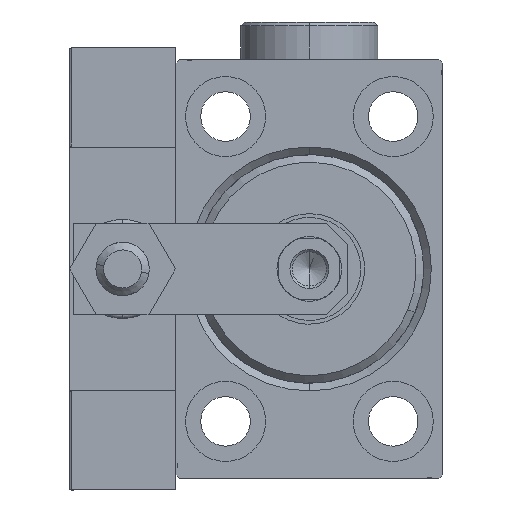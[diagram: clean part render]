
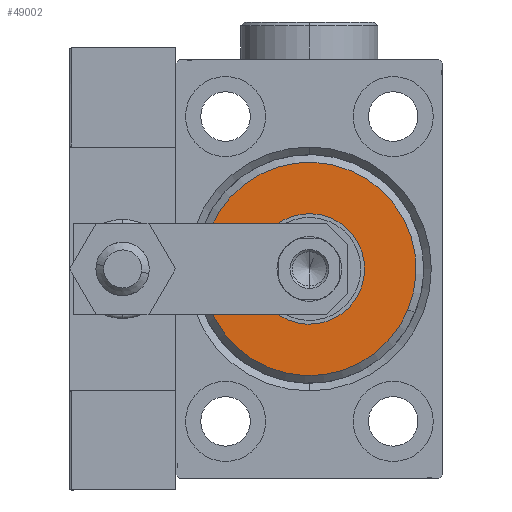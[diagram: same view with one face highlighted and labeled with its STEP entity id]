
A CAD part, left-side view. The second image highlights one B-rep face of the part: STEP entity #49002.
In plain terms, the highlighted face is planar.
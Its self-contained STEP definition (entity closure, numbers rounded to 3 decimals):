
#997 = CARTESIAN_POINT ( 'NONE',  ( 3., 0., 0. ) ) ;
#5427 = FACE_OUTER_BOUND ( 'NONE', #49022, .T. ) ;
#6128 = EDGE_CURVE ( 'NONE', #12415, #45343, #15074, .T. ) ;
#6959 = AXIS2_PLACEMENT_3D ( 'NONE', #11167, #27055, #19496 ) ;
#7048 = AXIS2_PLACEMENT_3D ( 'NONE', #40922, #17226, #33355 ) ;
#7054 = CARTESIAN_POINT ( 'NONE',  ( 3., 0., 0. ) ) ;
#10034 = CIRCLE ( 'NONE', #39172, 14. ) ;
#11167 = CARTESIAN_POINT ( 'NONE',  ( 3., 0., 0. ) ) ;
#12279 = EDGE_CURVE ( 'NONE', #33793, #29877, #51099, .T. ) ;
#12415 = VERTEX_POINT ( 'NONE', #21780 ) ;
#13402 = EDGE_LOOP ( 'NONE', ( #44258, #30278 ) ) ;
#13557 = ORIENTED_EDGE ( 'NONE', *, *, #46353, .T. ) ;
#15074 = CIRCLE ( 'NONE', #44173, 7.25 ) ;
#16554 = DIRECTION ( 'NONE',  ( 0., 0., -1. ) ) ;
#16910 = DIRECTION ( 'NONE',  ( 0., 0., -1. ) ) ;
#17226 = DIRECTION ( 'NONE',  ( 1., 0., 0. ) ) ;
#19496 = DIRECTION ( 'NONE',  ( 0., 0., -1. ) ) ;
#21780 = CARTESIAN_POINT ( 'NONE',  ( 3., 0., 7.25 ) ) ;
#24706 = FACE_BOUND ( 'NONE', #13402, .T. ) ;
#27055 = DIRECTION ( 'NONE',  ( 1., 0., 0. ) ) ;
#27393 = CARTESIAN_POINT ( 'NONE',  ( 3., 0., 14. ) ) ;
#27598 = DIRECTION ( 'NONE',  ( 1., 0., 0. ) ) ;
#28117 = PLANE ( 'NONE',  #45001 ) ;
#29877 = VERTEX_POINT ( 'NONE', #38056 ) ;
#30278 = ORIENTED_EDGE ( 'NONE', *, *, #6128, .F. ) ;
#31527 = EDGE_CURVE ( 'NONE', #45343, #12415, #36149, .T. ) ;
#33355 = DIRECTION ( 'NONE',  ( 0., 0., -1. ) ) ;
#33793 = VERTEX_POINT ( 'NONE', #27393 ) ;
#36149 = CIRCLE ( 'NONE', #7048, 7.25 ) ;
#36385 = ORIENTED_EDGE ( 'NONE', *, *, #12279, .T. ) ;
#38056 = CARTESIAN_POINT ( 'NONE',  ( 3., 0., -14. ) ) ;
#38999 = CARTESIAN_POINT ( 'NONE',  ( 3., 0., -7.25 ) ) ;
#39172 = AXIS2_PLACEMENT_3D ( 'NONE', #7054, #27598, #46646 ) ;
#40922 = CARTESIAN_POINT ( 'NONE',  ( 3., 0., 0. ) ) ;
#43395 = DIRECTION ( 'NONE',  ( 1., 0., 0. ) ) ;
#44173 = AXIS2_PLACEMENT_3D ( 'NONE', #51497, #43395, #16554 ) ;
#44258 = ORIENTED_EDGE ( 'NONE', *, *, #31527, .F. ) ;
#45001 = AXIS2_PLACEMENT_3D ( 'NONE', #997, #48964, #16910 ) ;
#45343 = VERTEX_POINT ( 'NONE', #38999 ) ;
#46353 = EDGE_CURVE ( 'NONE', #29877, #33793, #10034, .T. ) ;
#46646 = DIRECTION ( 'NONE',  ( 0., 0., -1. ) ) ;
#48964 = DIRECTION ( 'NONE',  ( 1., 0., 0. ) ) ;
#49002 = ADVANCED_FACE ( 'NONE', ( #5427, #24706 ), #28117, .T. ) ;
#49022 = EDGE_LOOP ( 'NONE', ( #36385, #13557 ) ) ;
#51099 = CIRCLE ( 'NONE', #6959, 14. ) ;
#51497 = CARTESIAN_POINT ( 'NONE',  ( 3., 0., 0. ) ) ;
